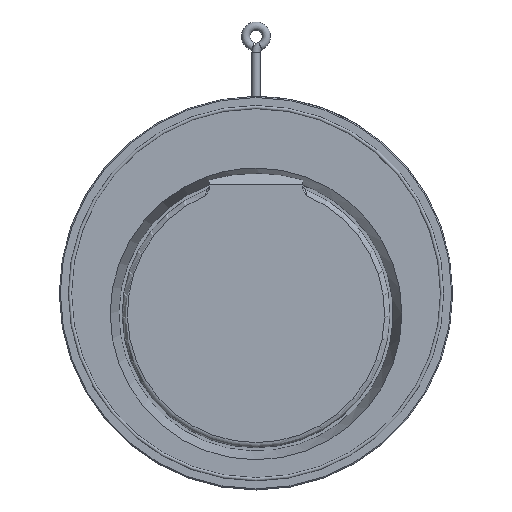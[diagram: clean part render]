
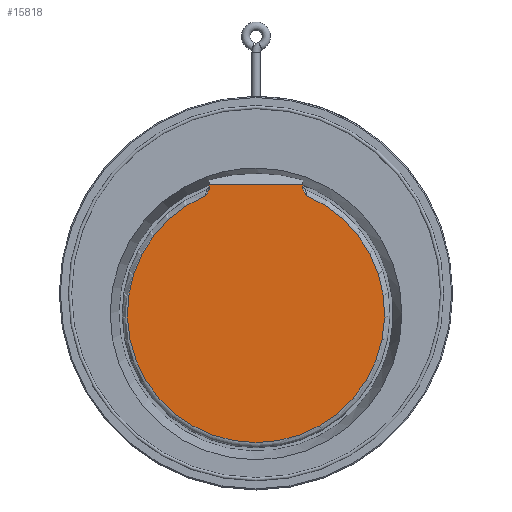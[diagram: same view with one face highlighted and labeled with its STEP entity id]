
A CAD part, top view. The second image highlights one B-rep face of the part: STEP entity #15818.
In plain terms, the highlighted planar face has unit normal (0, 0, 1).
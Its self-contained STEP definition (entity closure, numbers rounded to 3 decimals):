
#453 = CARTESIAN_POINT ( 'NONE',  ( -45.267, 100.381, -7.51 ) ) ;
#1487 = LINE ( 'NONE', #1492, #17267 ) ;
#1492 = CARTESIAN_POINT ( 'NONE',  ( 0., 104.617, -7.51 ) ) ;
#1761 = ORIENTED_EDGE ( 'NONE', *, *, #15705, .T. ) ;
#1936 = CARTESIAN_POINT ( 'NONE',  ( -45.96, 98.597, -7.51 ) ) ;
#2308 = DIRECTION ( 'NONE',  ( 0., 1., 0. ) ) ;
#2531 = EDGE_CURVE ( 'NONE', #6638, #11163, #11350, .T. ) ;
#2725 = B_SPLINE_CURVE_WITH_KNOTS ( 'NONE', 3,
 ( #3445, #9411, #12384, #3510, #13882, #4996, #15372, #6489, #16866, #7989, #18348, #9469 ),
 .UNSPECIFIED., .F., .F.,
 ( 4, 2, 2, 2, 2, 4 ),
 ( 0., 0.002, 0.005, 0.007, 0.008, 0.009 ),
 .UNSPECIFIED. ) ;
#2917 = EDGE_CURVE ( 'NONE', #13566, #5586, #6509, .T. ) ;
#3427 = CARTESIAN_POINT ( 'NONE',  ( 0., -20., -7.51 ) ) ;
#3436 = CARTESIAN_POINT ( 'NONE',  ( -47.155, 96.634, -7.51 ) ) ;
#3445 = CARTESIAN_POINT ( 'NONE',  ( 49., 94.18, -7.51 ) ) ;
#3510 = CARTESIAN_POINT ( 'NONE',  ( 47.155, 96.634, -7.51 ) ) ;
#3569 = VERTEX_POINT ( 'NONE', #18194 ) ;
#4639 = B_SPLINE_CURVE_WITH_KNOTS ( 'NONE', 3,
 ( #16718, #7786, #18213, #9332, #453, #10817, #1936, #12306, #3436, #13809, #4922, #15291 ),
 .UNSPECIFIED., .F., .F.,
 ( 4, 2, 2, 2, 2, 4 ),
 ( 0., 0.001, 0.002, 0.005, 0.007, 0.009 ),
 .UNSPECIFIED. ) ;
#4662 = EDGE_CURVE ( 'NONE', #3569, #13540, #7668, .T. ) ;
#4914 = DIRECTION ( 'NONE',  ( 1., 0., 0. ) ) ;
#4922 = CARTESIAN_POINT ( 'NONE',  ( -48.53, 94.786, -7.51 ) ) ;
#4996 = CARTESIAN_POINT ( 'NONE',  ( 45.96, 98.597, -7.51 ) ) ;
#5586 = VERTEX_POINT ( 'NONE', #18674 ) ;
#5949 = CARTESIAN_POINT ( 'NONE',  ( -45., 104.751, -7.51 ) ) ;
#6318 = CARTESIAN_POINT ( 'NONE',  ( -45., 104.617, -7.51 ) ) ;
#6489 = CARTESIAN_POINT ( 'NONE',  ( 45.267, 100.381, -7.51 ) ) ;
#6509 = LINE ( 'NONE', #17107, #10436 ) ;
#6525 = EDGE_CURVE ( 'NONE', #3569, #11163, #4639, .T. ) ;
#6638 = VERTEX_POINT ( 'NONE', #8331 ) ;
#6665 = AXIS2_PLACEMENT_3D ( 'NONE', #3427, #13800, #4914 ) ;
#7668 = LINE ( 'NONE', #5949, #11128 ) ;
#7786 = CARTESIAN_POINT ( 'NONE',  ( -45., 101.893, -7.51 ) ) ;
#7989 = CARTESIAN_POINT ( 'NONE',  ( 45.037, 101.511, -7.51 ) ) ;
#8008 = CARTESIAN_POINT ( 'NONE',  ( -49., 94.18, -7.51 ) ) ;
#8331 = CARTESIAN_POINT ( 'NONE',  ( 49., 94.18, -7.51 ) ) ;
#9107 = CARTESIAN_POINT ( 'NONE',  ( 45., 102.281, -7.51 ) ) ;
#9332 = CARTESIAN_POINT ( 'NONE',  ( -45.17, 100.756, -7.51 ) ) ;
#9411 = CARTESIAN_POINT ( 'NONE',  ( 48.53, 94.787, -7.51 ) ) ;
#9469 = CARTESIAN_POINT ( 'NONE',  ( 45., 102.281, -7.51 ) ) ;
#9815 = CARTESIAN_POINT ( 'NONE',  ( 0., 104.25, -7.51 ) ) ;
#10101 = AXIS2_PLACEMENT_3D ( 'NONE', #9815, #13132, #14290 ) ;
#10436 = VECTOR ( 'NONE', #2308, 1000. ) ;
#10817 = CARTESIAN_POINT ( 'NONE',  ( -45.629, 99.285, -7.51 ) ) ;
#11128 = VECTOR ( 'NONE', #11928, 1000. ) ;
#11163 = VERTEX_POINT ( 'NONE', #8008 ) ;
#11350 = CIRCLE ( 'NONE', #6665, 124.25 ) ;
#11863 = DIRECTION ( 'NONE',  ( -1., 0., 0. ) ) ;
#11894 = ORIENTED_EDGE ( 'NONE', *, *, #17448, .T. ) ;
#11928 = DIRECTION ( 'NONE',  ( 0., 1., 0. ) ) ;
#12306 = CARTESIAN_POINT ( 'NONE',  ( -46.722, 97.272, -7.51 ) ) ;
#12384 = CARTESIAN_POINT ( 'NONE',  ( 48.058, 95.393, -7.51 ) ) ;
#12787 = PLANE ( 'NONE',  #10101 ) ;
#13132 = DIRECTION ( 'NONE',  ( 0., 0., -1. ) ) ;
#13474 = EDGE_LOOP ( 'NONE', ( #14260, #1761, #14041, #11894, #14375, #14007 ) ) ;
#13540 = VERTEX_POINT ( 'NONE', #6318 ) ;
#13566 = VERTEX_POINT ( 'NONE', #9107 ) ;
#13800 = DIRECTION ( 'NONE',  ( 0., 0., -1. ) ) ;
#13809 = CARTESIAN_POINT ( 'NONE',  ( -48.058, 95.393, -7.51 ) ) ;
#13882 = CARTESIAN_POINT ( 'NONE',  ( 46.722, 97.272, -7.51 ) ) ;
#14007 = ORIENTED_EDGE ( 'NONE', *, *, #6525, .T. ) ;
#14041 = ORIENTED_EDGE ( 'NONE', *, *, #2917, .T. ) ;
#14260 = ORIENTED_EDGE ( 'NONE', *, *, #2531, .F. ) ;
#14290 = DIRECTION ( 'NONE',  ( 1., 0., 0. ) ) ;
#14375 = ORIENTED_EDGE ( 'NONE', *, *, #4662, .F. ) ;
#15291 = CARTESIAN_POINT ( 'NONE',  ( -49., 94.18, -7.51 ) ) ;
#15372 = CARTESIAN_POINT ( 'NONE',  ( 45.629, 99.285, -7.51 ) ) ;
#15705 = EDGE_CURVE ( 'NONE', #6638, #13566, #2725, .T. ) ;
#15818 = ADVANCED_FACE ( 'NONE', ( #17391 ), #12787, .F. ) ;
#16718 = CARTESIAN_POINT ( 'NONE',  ( -45., 102.281, -7.51 ) ) ;
#16866 = CARTESIAN_POINT ( 'NONE',  ( 45.17, 100.756, -7.51 ) ) ;
#17107 = CARTESIAN_POINT ( 'NONE',  ( 45., 104.751, -7.51 ) ) ;
#17267 = VECTOR ( 'NONE', #11863, 1000. ) ;
#17391 = FACE_OUTER_BOUND ( 'NONE', #13474, .T. ) ;
#17448 = EDGE_CURVE ( 'NONE', #5586, #13540, #1487, .T. ) ;
#18194 = CARTESIAN_POINT ( 'NONE',  ( -45., 102.281, -7.51 ) ) ;
#18213 = CARTESIAN_POINT ( 'NONE',  ( -45.037, 101.511, -7.51 ) ) ;
#18348 = CARTESIAN_POINT ( 'NONE',  ( 45., 101.893, -7.51 ) ) ;
#18674 = CARTESIAN_POINT ( 'NONE',  ( 45., 104.617, -7.51 ) ) ;
